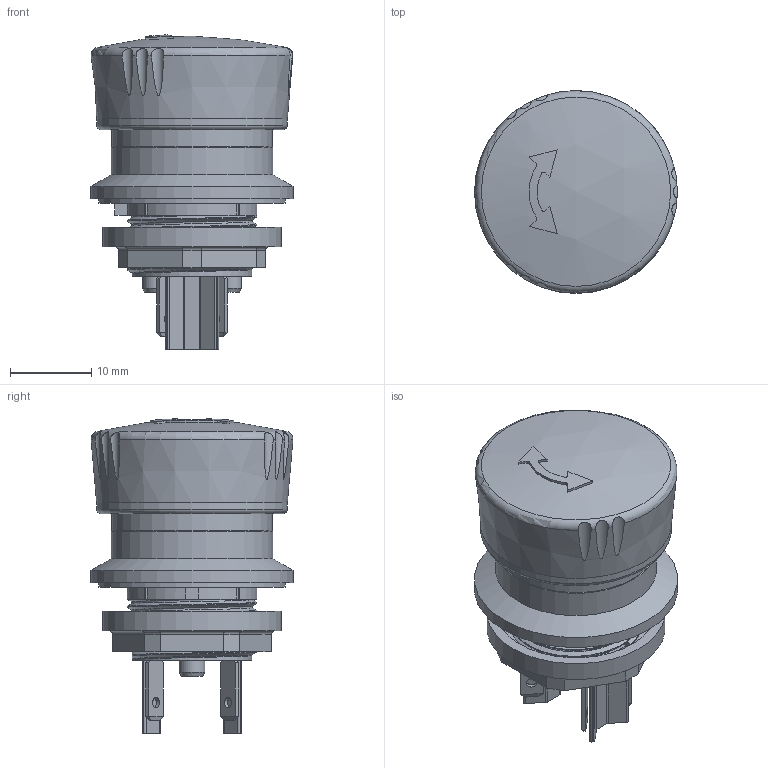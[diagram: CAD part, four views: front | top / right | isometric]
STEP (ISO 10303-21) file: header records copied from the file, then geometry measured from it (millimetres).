
FILE_DESCRIPTION(/* description */ (''),/* implementation_level */ '2;1');
FILE_NAME(/* name */ 'YVOO_ipt.stp',/* time_stamp */ '2017-04-11T12:18:09+02:00',/* author */ ('ahoffmann'),/* organization */ (''),/* preprocessor_version */ 'ST-DEVELOPER v16.1',/* originating_system */ 'Autodesk Inventor 2016',/* authorisation */ '');
FILE_SCHEMA (('AUTOMOTIVE_DESIGN { 1 0 10303 214 3 1 1 }'));
Length unit declared in the file: centimetre
Products named in the file (1): YVOO_ipt
Bounding box: 25 x 25 x 38.71 mm (x, y, z)
Volume: 10481.5 mm3; surface area: 5099.7 mm2
Topology: 1 solids, 1 shells, 1011 faces, 2905 edges, 1927 vertices
Faces by surface type: plane 848, cylinder 125, bspline 15, cone 13, torus 8, sphere 2
Full cylindrical faces by diameter (mm): 1.3 x4, 3.2 x3, 13.625 x1, 13.8 x1, 14.77 x1, 16.5 x1, 19.5 x1, 19.75 x1, 19.85 x1, 22 x1, 23 x1, 23.5 x1, 25 x1
Entity records: 36137 total; most frequent: CARTESIAN_POINT 9840, ORIENTED_EDGE 5726, DIRECTION 4985, EDGE_CURVE 2863, LINE 2453, VECTOR 2453, VERTEX_POINT 1915, AXIS2_PLACEMENT_3D 1266
